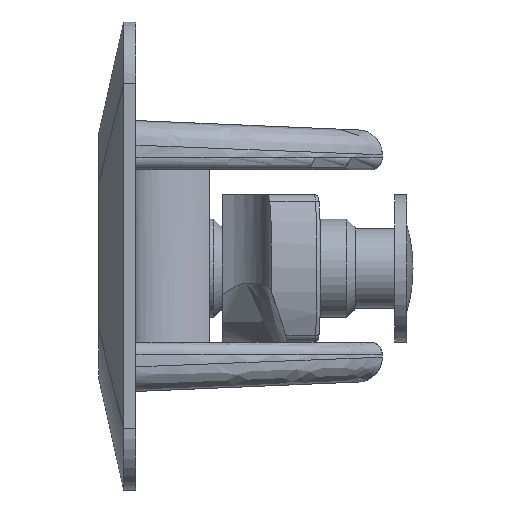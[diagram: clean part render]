
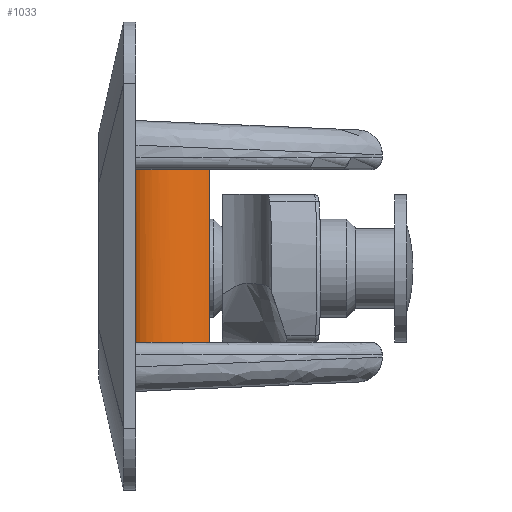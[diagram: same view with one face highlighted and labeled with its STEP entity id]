
A CAD part, left-side view. The second image highlights one B-rep face of the part: STEP entity #1033.
In plain terms, the highlighted cylindrical face has radius 6.8 mm (diameter 13.6 mm), a partial arc.
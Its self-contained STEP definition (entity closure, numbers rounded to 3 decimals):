
#202 = CARTESIAN_POINT ( 'NONE',  ( 7., -6.8, 8.709 ) ) ;
#203 = CARTESIAN_POINT ( 'NONE',  ( 7., -2.817, 8.928 ) ) ;
#204 = CARTESIAN_POINT ( 'NONE',  ( 4.183, 0., 9.083 ) ) ;
#205 = CARTESIAN_POINT ( 'NONE',  ( 0.2, 0., 9.083 ) ) ;
#209 = CARTESIAN_POINT ( 'NONE',  ( 0.2, 0., -9.083 ) ) ;
#210 = CARTESIAN_POINT ( 'NONE',  ( 4.183, 0., -9.083 ) ) ;
#211 = CARTESIAN_POINT ( 'NONE',  ( 7., -2.817, -8.928 ) ) ;
#212 = CARTESIAN_POINT ( 'NONE',  ( 7., -6.8, -8.709 ) ) ;
#564 = CARTESIAN_POINT ( 'NONE',  ( 7., -6.8, -8.709 ) ) ;
#566 = CARTESIAN_POINT ( 'NONE',  ( 7., -6.8, 8. ) ) ;
#574 = CARTESIAN_POINT ( 'NONE',  ( 7., -6.8, -8. ) ) ;
#575 = CARTESIAN_POINT ( 'NONE',  ( 7., -6.8, 8.709 ) ) ;
#620 = CARTESIAN_POINT ( 'NONE',  ( 0.2, 0., -9.083 ) ) ;
#646 = CARTESIAN_POINT ( 'NONE',  ( 6.953, -6., -8. ) ) ;
#669 = CARTESIAN_POINT ( 'NONE',  ( 0.2, 0., 9.083 ) ) ;
#714 = CARTESIAN_POINT ( 'NONE',  ( 6.953, -6., 8. ) ) ;
#856 = EDGE_CURVE ( 'NONE', #4944, #4993, #3624, .T. ) ;
#905 = EDGE_CURVE ( 'NONE', #4899, #4890, #3661, .T. ) ;
#929 = EDGE_CURVE ( 'NONE', #5038, #4970, #3684, .T. ) ;
#1033 = ADVANCED_FACE ( 'NONE', ( #3756 ), #3755, .F. ) ;
#1133 = CARTESIAN_POINT ( 'NONE',  ( 0.2, -6.8, -8. ) ) ;
#1134 = DIRECTION ( 'NONE',  ( 0., 0., 1. ) ) ;
#1135 = DIRECTION ( 'NONE',  ( 0., -1., 0. ) ) ;
#1139 = CARTESIAN_POINT ( 'NONE',  ( 0.2, -6.8, 8. ) ) ;
#1140 = DIRECTION ( 'NONE',  ( 0., 0., -1. ) ) ;
#1141 = DIRECTION ( 'NONE',  ( -1., 0., 0. ) ) ;
#1413 = CARTESIAN_POINT ( 'NONE',  ( 7., -6.8, -11. ) ) ;
#1414 = DIRECTION ( 'NONE',  ( 0., 0., -1. ) ) ;
#1692 = VECTOR ( 'NONE', #4784, 1000. ) ;
#2102 = LINE ( 'NONE', #1413, #4290 ) ;
#2307 = EDGE_CURVE ( 'NONE', #4899, #4993, #5274, .T. ) ;
#2309 = EDGE_CURVE ( 'NONE', #4944, #4888, #5283, .T. ) ;
#2399 = EDGE_CURVE ( 'NONE', #4898, #4970, #4199, .T. ) ;
#2401 = EDGE_CURVE ( 'NONE', #5038, #4890, #4198, .T. ) ;
#2466 = EDGE_CURVE ( 'NONE', #4898, #4888, #2102, .T. ) ;
#2688 = CARTESIAN_POINT ( 'NONE',  ( 7., -6.8, -11. ) ) ;
#2689 = DIRECTION ( 'NONE',  ( 0., 0., -1. ) ) ;
#2784 = CARTESIAN_POINT ( 'NONE',  ( 6.953, -6., 7. ) ) ;
#2785 = DIRECTION ( 'NONE',  ( 0., 0., -1. ) ) ;
#3624 = LINE ( 'NONE', #3850, #1692 ) ;
#3661 = LINE ( 'NONE', #2688, #4644 ) ;
#3684 = LINE ( 'NONE', #2784, #4668 ) ;
#3755 = CYLINDRICAL_SURFACE ( 'NONE', #4762, 6.8 ) ;
#3756 = FACE_OUTER_BOUND ( 'NONE', #5109, .T. ) ;
#3850 = CARTESIAN_POINT ( 'NONE',  ( 0.2, 0., 11. ) ) ;
#4198 = CIRCLE ( 'NONE', #4205, 6.8 ) ;
#4199 = CIRCLE ( 'NONE', #4203, 6.8 ) ;
#4203 = AXIS2_PLACEMENT_3D ( 'NONE', #1133, #1134, #1135 ) ;
#4205 = AXIS2_PLACEMENT_3D ( 'NONE', #1139, #1140, #1141 ) ;
#4290 = VECTOR ( 'NONE', #1414, 1000. ) ;
#4364 = ORIENTED_EDGE ( 'NONE', *, *, #905, .F. ) ;
#4365 = ORIENTED_EDGE ( 'NONE', *, *, #929, .F. ) ;
#4366 = ORIENTED_EDGE ( 'NONE', *, *, #2401, .T. ) ;
#4367 = ORIENTED_EDGE ( 'NONE', *, *, #2307, .T. ) ;
#4368 = ORIENTED_EDGE ( 'NONE', *, *, #856, .F. ) ;
#4369 = ORIENTED_EDGE ( 'NONE', *, *, #2309, .T. ) ;
#4370 = ORIENTED_EDGE ( 'NONE', *, *, #2466, .F. ) ;
#4371 = ORIENTED_EDGE ( 'NONE', *, *, #2399, .T. ) ;
#4644 = VECTOR ( 'NONE', #2689, 1000. ) ;
#4668 = VECTOR ( 'NONE', #2785, 1000. ) ;
#4762 = AXIS2_PLACEMENT_3D ( 'NONE', #5388, #5389, #5390 ) ;
#4784 = DIRECTION ( 'NONE',  ( 0., 0., 1. ) ) ;
#4888 = VERTEX_POINT ( 'NONE', #564 ) ;
#4890 = VERTEX_POINT ( 'NONE', #566 ) ;
#4898 = VERTEX_POINT ( 'NONE', #574 ) ;
#4899 = VERTEX_POINT ( 'NONE', #575 ) ;
#4944 = VERTEX_POINT ( 'NONE', #620 ) ;
#4970 = VERTEX_POINT ( 'NONE', #646 ) ;
#4993 = VERTEX_POINT ( 'NONE', #669 ) ;
#5038 = VERTEX_POINT ( 'NONE', #714 ) ;
#5109 = EDGE_LOOP ( 'NONE', ( #4365, #4366, #4364, #4367, #4368, #4369, #4370, #4371 ) ) ;
#5274 =( BOUNDED_CURVE ( )  B_SPLINE_CURVE ( 3, ( #202, #203, #204, #205 ),
 .UNSPECIFIED., .F., .T. ) 
 B_SPLINE_CURVE_WITH_KNOTS ( ( 4, 4 ),
 ( 4.712, 6.283 ),
 .UNSPECIFIED. ) 
 CURVE ( )  GEOMETRIC_REPRESENTATION_ITEM ( )  RATIONAL_B_SPLINE_CURVE ( ( 1., 0.805, 0.805, 1. ) ) 
 REPRESENTATION_ITEM ( '' )  );
#5283 =( BOUNDED_CURVE ( )  B_SPLINE_CURVE ( 3, ( #209, #210, #211, #212 ),
 .UNSPECIFIED., .F., .T. ) 
 B_SPLINE_CURVE_WITH_KNOTS ( ( 4, 4 ),
 ( 3.142, 4.712 ),
 .UNSPECIFIED. ) 
 CURVE ( )  GEOMETRIC_REPRESENTATION_ITEM ( )  RATIONAL_B_SPLINE_CURVE ( ( 1., 0.805, 0.805, 1. ) ) 
 REPRESENTATION_ITEM ( '' )  );
#5388 = CARTESIAN_POINT ( 'NONE',  ( 0.2, -6.8, 11. ) ) ;
#5389 = DIRECTION ( 'NONE',  ( 0., 0., 1. ) ) ;
#5390 = DIRECTION ( 'NONE',  ( 1., 0., 0. ) ) ;
